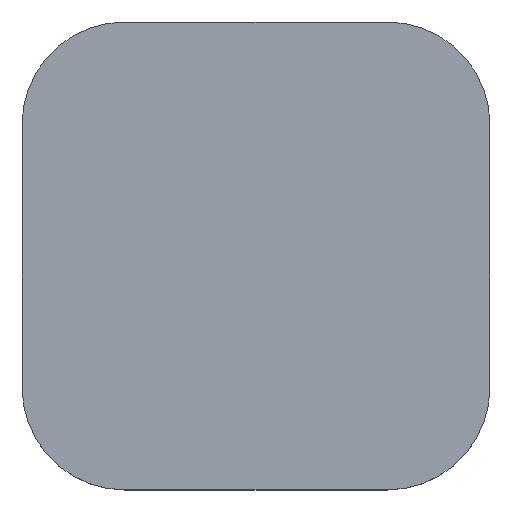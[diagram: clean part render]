
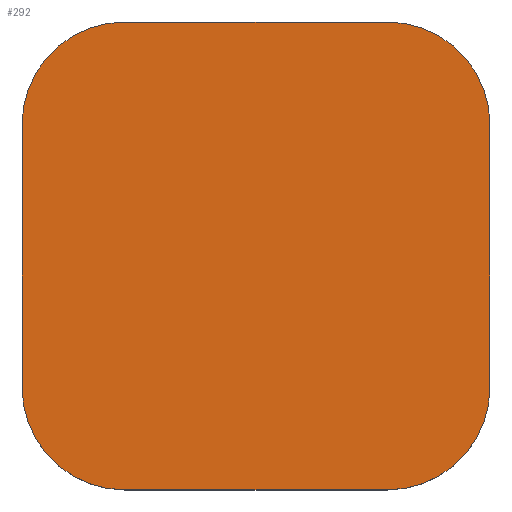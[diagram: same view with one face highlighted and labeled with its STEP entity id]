
A CAD part, top view. The second image highlights one B-rep face of the part: STEP entity #292.
In plain terms, the highlighted planar face has unit normal (0, 0, 1).
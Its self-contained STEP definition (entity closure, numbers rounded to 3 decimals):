
#30=PLANE('',#349);
#52=FACE_OUTER_BOUND('',#74,.T.);
#74=EDGE_LOOP('',(#248,#249,#250,#251,#252,#253,#254,#255));
#82=LINE('',#489,#102);
#86=LINE('',#501,#106);
#90=LINE('',#513,#110);
#94=LINE('',#525,#114);
#102=VECTOR('',#401,10.);
#106=VECTOR('',#413,10.);
#110=VECTOR('',#425,10.);
#114=VECTOR('',#437,10.);
#125=CIRCLE('',#336,9.75);
#127=CIRCLE('',#340,9.75);
#129=CIRCLE('',#344,9.75);
#131=CIRCLE('',#348,9.75);
#142=VERTEX_POINT('',#486);
#143=VERTEX_POINT('',#488);
#145=VERTEX_POINT('',#494);
#147=VERTEX_POINT('',#500);
#149=VERTEX_POINT('',#506);
#151=VERTEX_POINT('',#512);
#153=VERTEX_POINT('',#518);
#155=VERTEX_POINT('',#524);
#170=EDGE_CURVE('',#143,#142,#82,.T.);
#173=EDGE_CURVE('',#145,#143,#125,.T.);
#176=EDGE_CURVE('',#147,#145,#86,.T.);
#179=EDGE_CURVE('',#149,#147,#127,.T.);
#182=EDGE_CURVE('',#151,#149,#90,.T.);
#185=EDGE_CURVE('',#153,#151,#129,.T.);
#188=EDGE_CURVE('',#155,#153,#94,.T.);
#191=EDGE_CURVE('',#142,#155,#131,.T.);
#248=ORIENTED_EDGE('',*,*,#191,.T.);
#249=ORIENTED_EDGE('',*,*,#188,.T.);
#250=ORIENTED_EDGE('',*,*,#185,.T.);
#251=ORIENTED_EDGE('',*,*,#182,.T.);
#252=ORIENTED_EDGE('',*,*,#179,.T.);
#253=ORIENTED_EDGE('',*,*,#176,.T.);
#254=ORIENTED_EDGE('',*,*,#173,.T.);
#255=ORIENTED_EDGE('',*,*,#170,.T.);
#292=ADVANCED_FACE('',(#52),#30,.T.);
#336=AXIS2_PLACEMENT_3D('',#495,#407,#408);
#340=AXIS2_PLACEMENT_3D('',#507,#419,#420);
#344=AXIS2_PLACEMENT_3D('',#519,#431,#432);
#348=AXIS2_PLACEMENT_3D('',#529,#443,#444);
#349=AXIS2_PLACEMENT_3D('',#530,#445,#446);
#401=DIRECTION('',(-1.,0.,0.));
#407=DIRECTION('center_axis',(0.,0.,1.));
#408=DIRECTION('ref_axis',(1.,0.,0.));
#413=DIRECTION('',(0.,1.,0.));
#419=DIRECTION('center_axis',(0.,0.,1.));
#420=DIRECTION('ref_axis',(0.,-1.,0.));
#425=DIRECTION('',(1.,0.,0.));
#431=DIRECTION('center_axis',(0.,0.,1.));
#432=DIRECTION('ref_axis',(-1.,0.,0.));
#437=DIRECTION('',(0.,-1.,0.));
#443=DIRECTION('center_axis',(0.,0.,1.));
#444=DIRECTION('ref_axis',(0.,1.,0.));
#445=DIRECTION('center_axis',(0.,0.,1.));
#446=DIRECTION('ref_axis',(-1.,0.,0.));
#486=CARTESIAN_POINT('',(125.,179.75,15.));
#488=CARTESIAN_POINT('',(150.,179.75,15.));
#489=CARTESIAN_POINT('',(150.,179.75,15.));
#494=CARTESIAN_POINT('',(159.75,170.,15.));
#495=CARTESIAN_POINT('Origin',(150.,170.,15.));
#500=CARTESIAN_POINT('',(159.75,145.,15.));
#501=CARTESIAN_POINT('',(159.75,145.,15.));
#506=CARTESIAN_POINT('',(150.,135.25,15.));
#507=CARTESIAN_POINT('Origin',(150.,145.,15.));
#512=CARTESIAN_POINT('',(125.,135.25,15.));
#513=CARTESIAN_POINT('',(125.,135.25,15.));
#518=CARTESIAN_POINT('',(115.25,145.,15.));
#519=CARTESIAN_POINT('Origin',(125.,145.,15.));
#524=CARTESIAN_POINT('',(115.25,170.,15.));
#525=CARTESIAN_POINT('',(115.25,170.,15.));
#529=CARTESIAN_POINT('Origin',(125.,170.,15.));
#530=CARTESIAN_POINT('Origin',(137.5,157.5,15.));
